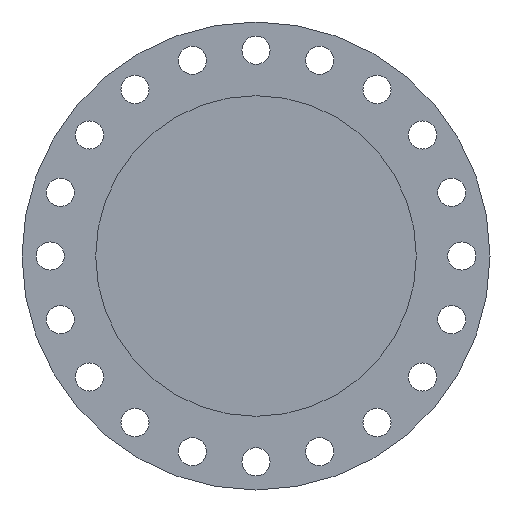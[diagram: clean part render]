
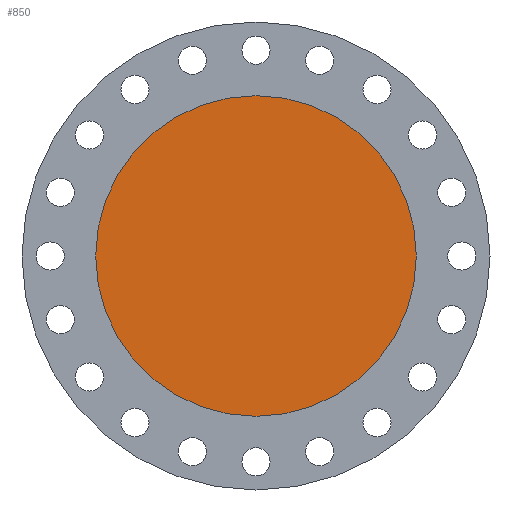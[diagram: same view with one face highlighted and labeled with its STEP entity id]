
A CAD part, left-side view. The second image highlights one B-rep face of the part: STEP entity #850.
In plain terms, the highlighted planar face has unit normal (-1, 0, 0).
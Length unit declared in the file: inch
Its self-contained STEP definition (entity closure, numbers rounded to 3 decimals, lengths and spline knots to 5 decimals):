
#130 = CIRCLE ( 'NONE', #347, 9.25 ) ;
#138 = CARTESIAN_POINT ( 'NONE',  ( 0., 0., 0. ) ) ;
#163 = DIRECTION ( 'NONE',  ( -1., 0., 0. ) ) ;
#214 = FACE_OUTER_BOUND ( 'NONE', #1653, .T. ) ;
#244 = AXIS2_PLACEMENT_3D ( 'NONE', #138, #163, #655 ) ;
#267 = DIRECTION ( 'NONE',  ( -1., 0., 0. ) ) ;
#286 = VERTEX_POINT ( 'NONE', #1432 ) ;
#347 = AXIS2_PLACEMENT_3D ( 'NONE', #771, #780, #646 ) ;
#355 = ORIENTED_EDGE ( 'NONE', *, *, #829, .T. ) ;
#646 = DIRECTION ( 'NONE',  ( 0., 0., 1. ) ) ;
#655 = DIRECTION ( 'NONE',  ( 0., 0., 1. ) ) ;
#744 = PLANE ( 'NONE',  #1058 ) ;
#771 = CARTESIAN_POINT ( 'NONE',  ( 0., 0., 0. ) ) ;
#780 = DIRECTION ( 'NONE',  ( -1., 0., 0. ) ) ;
#829 = EDGE_CURVE ( 'NONE', #286, #1598, #130, .T. ) ;
#850 = ADVANCED_FACE ( 'NONE', ( #214 ), #744, .T. ) ;
#875 = CARTESIAN_POINT ( 'NONE',  ( 0., 0., -9.25 ) ) ;
#882 = EDGE_CURVE ( 'NONE', #1598, #286, #1590, .T. ) ;
#1058 = AXIS2_PLACEMENT_3D ( 'NONE', #1289, #267, #1086 ) ;
#1086 = DIRECTION ( 'NONE',  ( 0., 0., 1. ) ) ;
#1289 = CARTESIAN_POINT ( 'NONE',  ( 0., 0., 0. ) ) ;
#1347 = ORIENTED_EDGE ( 'NONE', *, *, #882, .T. ) ;
#1432 = CARTESIAN_POINT ( 'NONE',  ( 0., 0., 9.25 ) ) ;
#1590 = CIRCLE ( 'NONE', #244, 9.25 ) ;
#1598 = VERTEX_POINT ( 'NONE', #875 ) ;
#1653 = EDGE_LOOP ( 'NONE', ( #355, #1347 ) ) ;
